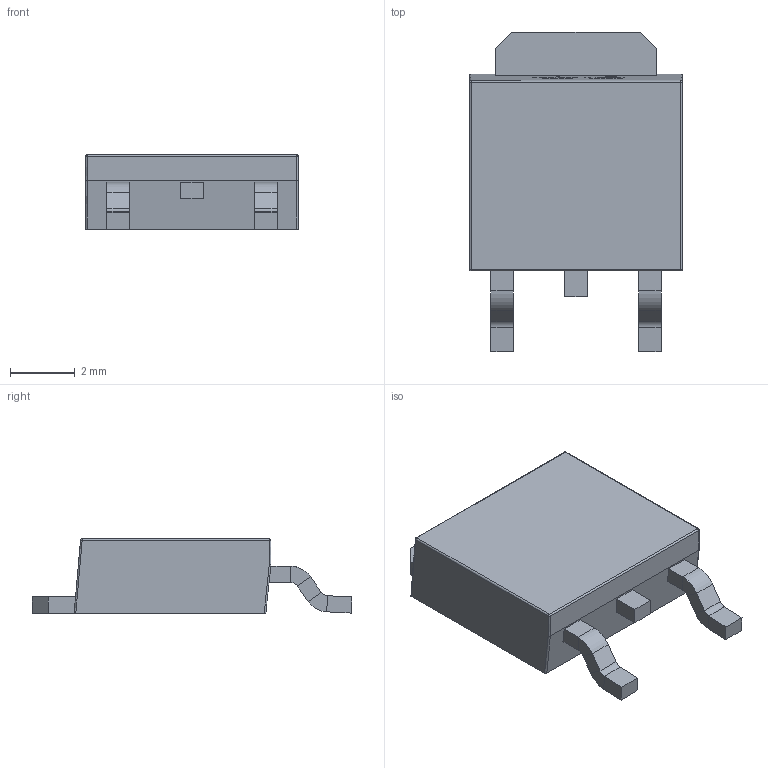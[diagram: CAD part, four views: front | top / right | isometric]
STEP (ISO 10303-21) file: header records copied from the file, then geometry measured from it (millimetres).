
FILE_DESCRIPTION(('Open CASCADE Model'),'2;1');
FILE_NAME('Open CASCADE Shape Model','2025-10-17T14:53:02',('Author'),( 'Open CASCADE'),'Open CASCADE STEP processor 7.9','Open CASCADE 7.9' ,'Unknown');
FILE_SCHEMA(('AUTOMOTIVE_DESIGN { 1 0 10303 214 1 1 1 1 }'));
Length unit declared in the file: millimetre
Products named in the file (1): COMPOUND
Bounding box: 6.6 x 9.92 x 2.3 mm (x, y, z)
Volume: 95.8 mm3; surface area: 226.2 mm2
Topology: 3 solids, 3 shells, 325 faces, 850 edges, 550 vertices
Faces by surface type: bspline 325
Entity records: 12008 total; most frequent: CARTESIAN_POINT 4471, ORIENTED_EDGE 1696, EDGE_CURVE 848, B_SPLINE_CURVE_WITH_KNOTS 806, VERTEX_POINT 550, FACE_BOUND 346, EDGE_LOOP 346, PRESENTATION_STYLE_ASSIGNMENT 328
